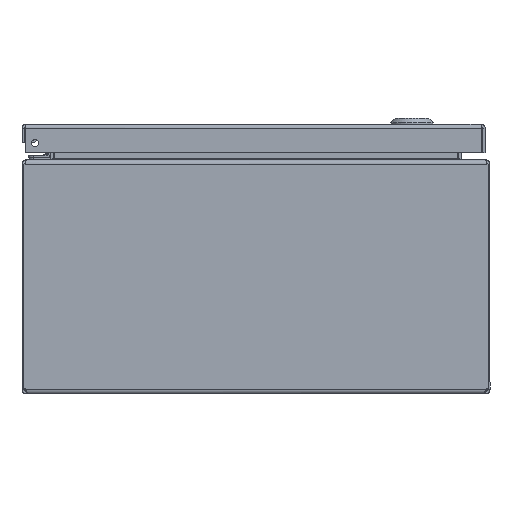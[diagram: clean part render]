
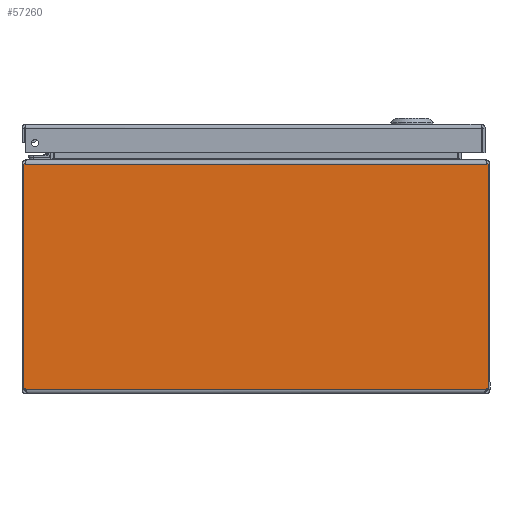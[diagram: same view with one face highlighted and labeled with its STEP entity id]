
A CAD part, front view. The second image highlights one B-rep face of the part: STEP entity #57260.
In plain terms, the highlighted planar face has unit normal (0, -1, 0).
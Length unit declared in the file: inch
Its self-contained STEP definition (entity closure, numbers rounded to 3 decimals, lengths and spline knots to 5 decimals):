
#868 = LINE ( 'NONE', #14124, #67138 ) ;
#1974 = CARTESIAN_POINT ( 'NONE',  ( 0.11361, 0., 0.10525 ) ) ;
#3046 = AXIS2_PLACEMENT_3D ( 'NONE', #36316, #98362, #51425 ) ;
#6000 = ORIENTED_EDGE ( 'NONE', *, *, #64496, .F. ) ;
#7477 = ORIENTED_EDGE ( 'NONE', *, *, #65399, .F. ) ;
#7835 = DIRECTION ( 'NONE',  ( 0., 0., -1. ) ) ;
#8310 = EDGE_CURVE ( 'NONE', #51263, #38896, #31431, .T. ) ;
#8837 = AXIS2_PLACEMENT_3D ( 'NONE', #43554, #59366, #83063 ) ;
#9145 = DIRECTION ( 'NONE',  ( 0., 0., 1. ) ) ;
#10332 = ORIENTED_EDGE ( 'NONE', *, *, #37504, .F. ) ;
#11739 = VERTEX_POINT ( 'NONE', #86274 ) ;
#12001 = ORIENTED_EDGE ( 'NONE', *, *, #31352, .T. ) ;
#14124 = CARTESIAN_POINT ( 'NONE',  ( 6., 0., 5.89475 ) ) ;
#14958 = DIRECTION ( 'NONE',  ( 1., 0., 0. ) ) ;
#19664 = CARTESIAN_POINT ( 'NONE',  ( 0.037, 0., 0.12495 ) ) ;
#19938 = CARTESIAN_POINT ( 'NONE',  ( 11.963, 0., 0.12495 ) ) ;
#19995 = EDGE_CURVE ( 'NONE', #40967, #26423, #868, .T. ) ;
#24608 = CARTESIAN_POINT ( 'NONE',  ( 11.963, 0., 5.89475 ) ) ;
#24798 = VERTEX_POINT ( 'NONE', #19938 ) ;
#26423 = VERTEX_POINT ( 'NONE', #83002 ) ;
#29128 = CARTESIAN_POINT ( 'NONE',  ( 0.06153, 0., 0.06153 ) ) ;
#29495 = ORIENTED_EDGE ( 'NONE', *, *, #19995, .F. ) ;
#31352 = EDGE_CURVE ( 'NONE', #11739, #24798, #47233, .T. ) ;
#31431 = CIRCLE ( 'NONE', #69834, 0.068 ) ;
#33550 = FACE_OUTER_BOUND ( 'NONE', #37096, .T. ) ;
#34326 = EDGE_CURVE ( 'NONE', #51263, #52815, #48495, .T. ) ;
#35672 = PLANE ( 'NONE',  #8837 ) ;
#36316 = CARTESIAN_POINT ( 'NONE',  ( 11.93847, 0., 0.06153 ) ) ;
#37096 = EDGE_LOOP ( 'NONE', ( #29495, #52470, #59477, #89576, #7477, #12001, #6000, #10332 ) ) ;
#37504 = EDGE_CURVE ( 'NONE', #26423, #52754, #68693, .T. ) ;
#38896 = VERTEX_POINT ( 'NONE', #42437 ) ;
#40967 = VERTEX_POINT ( 'NONE', #63597 ) ;
#42437 = CARTESIAN_POINT ( 'NONE',  ( 0.11361, 0., 0.10525 ) ) ;
#43554 = CARTESIAN_POINT ( 'NONE',  ( 6., 0., 3.0089 ) ) ;
#47233 = CIRCLE ( 'NONE', #3046, 0.068 ) ;
#48442 = DIRECTION ( 'NONE',  ( 1., 0., 0. ) ) ;
#48495 = LINE ( 'NONE', #55461, #85308 ) ;
#51263 = VERTEX_POINT ( 'NONE', #19664 ) ;
#51425 = DIRECTION ( 'NONE',  ( 0., 0., -1. ) ) ;
#52470 = ORIENTED_EDGE ( 'NONE', *, *, #66767, .F. ) ;
#52754 = VERTEX_POINT ( 'NONE', #24608 ) ;
#52815 = VERTEX_POINT ( 'NONE', #63742 ) ;
#55461 = CARTESIAN_POINT ( 'NONE',  ( 0.037, 0., 0.10525 ) ) ;
#56421 = VECTOR ( 'NONE', #14958, 39.37008 ) ;
#57260 = ADVANCED_FACE ( 'NONE', ( #33550 ), #35672, .F. ) ;
#59366 = DIRECTION ( 'NONE',  ( 0., 1., 0. ) ) ;
#59477 = ORIENTED_EDGE ( 'NONE', *, *, #34326, .F. ) ;
#60613 = CARTESIAN_POINT ( 'NONE',  ( 6., 0., 5.89475 ) ) ;
#63597 = CARTESIAN_POINT ( 'NONE',  ( 0.08505, 0., 5.89475 ) ) ;
#63742 = CARTESIAN_POINT ( 'NONE',  ( 0.037, 0., 5.89475 ) ) ;
#64496 = EDGE_CURVE ( 'NONE', #52754, #24798, #92979, .T. ) ;
#65399 = EDGE_CURVE ( 'NONE', #11739, #38896, #81558, .T. ) ;
#66341 = DIRECTION ( 'NONE',  ( -1., 0., 0. ) ) ;
#66767 = EDGE_CURVE ( 'NONE', #52815, #40967, #98333, .T. ) ;
#66795 = VECTOR ( 'NONE', #66341, 39.37008 ) ;
#67138 = VECTOR ( 'NONE', #101465, 39.37008 ) ;
#67928 = DIRECTION ( 'NONE',  ( 0., 1., 0. ) ) ;
#68693 = LINE ( 'NONE', #60613, #56421 ) ;
#69834 = AXIS2_PLACEMENT_3D ( 'NONE', #29128, #67928, #100423 ) ;
#77470 = VECTOR ( 'NONE', #48442, 39.37008 ) ;
#78439 = CARTESIAN_POINT ( 'NONE',  ( 11.963, 0., 0.10525 ) ) ;
#81558 = LINE ( 'NONE', #1974, #66795 ) ;
#83002 = CARTESIAN_POINT ( 'NONE',  ( 11.91495, 0., 5.89475 ) ) ;
#83063 = DIRECTION ( 'NONE',  ( 0., 0., 1. ) ) ;
#85308 = VECTOR ( 'NONE', #9145, 39.37008 ) ;
#86274 = CARTESIAN_POINT ( 'NONE',  ( 11.88639, 0., 0.10525 ) ) ;
#87178 = CARTESIAN_POINT ( 'NONE',  ( 6., 0., 5.89475 ) ) ;
#89576 = ORIENTED_EDGE ( 'NONE', *, *, #8310, .T. ) ;
#92979 = LINE ( 'NONE', #78439, #101507 ) ;
#98333 = LINE ( 'NONE', #87178, #77470 ) ;
#98362 = DIRECTION ( 'NONE',  ( 0., 1., 0. ) ) ;
#100423 = DIRECTION ( 'NONE',  ( 0., 0., -1. ) ) ;
#101465 = DIRECTION ( 'NONE',  ( 1., 0., 0. ) ) ;
#101507 = VECTOR ( 'NONE', #7835, 39.37008 ) ;
